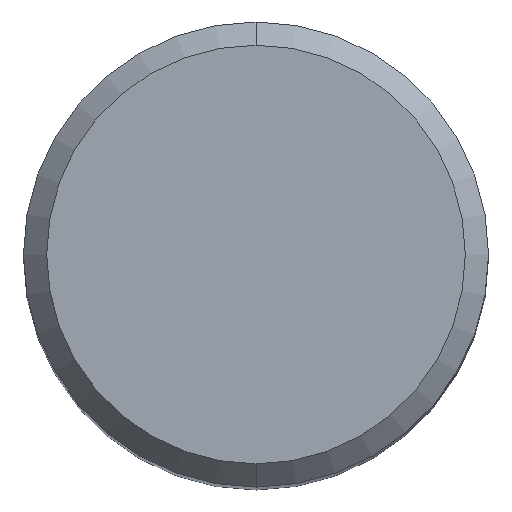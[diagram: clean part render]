
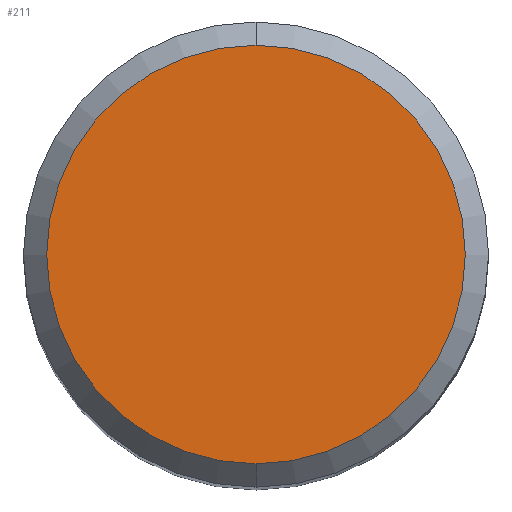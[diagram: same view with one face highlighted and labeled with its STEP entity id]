
A CAD part, top view. The second image highlights one B-rep face of the part: STEP entity #211.
In plain terms, the highlighted planar face has unit normal (0, 0, 1).
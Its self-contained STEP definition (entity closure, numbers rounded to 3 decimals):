
#173=VERTEX_POINT('',#465);
#211=ADVANCED_FACE('',(#506),#507,.T.);
#287=VERTEX_POINT('',#595);
#301=EDGE_CURVE('',#287,#173,#609,.T.);
#407=EDGE_CURVE('',#173,#287,#725,.T.);
#465=CARTESIAN_POINT('',(0.0,5.4,0.));
#506=FACE_OUTER_BOUND('',#856,.T.);
#507=PLANE('',#857);
#595=CARTESIAN_POINT('',(0.,-5.4,0.));
#609=CIRCLE('',#1121,5.4);
#725=CIRCLE('',#1355,5.4);
#856=EDGE_LOOP('',(#1495,#1496));
#857=AXIS2_PLACEMENT_3D('',#1497,#1498,#1499);
#1121=AXIS2_PLACEMENT_3D('',#1632,#1633,#1634);
#1355=AXIS2_PLACEMENT_3D('',#1760,#1761,#1762);
#1495=ORIENTED_EDGE('',*,*,#407,.F.);
#1496=ORIENTED_EDGE('',*,*,#301,.F.);
#1497=CARTESIAN_POINT('',(0.0,2.7,0.));
#1498=DIRECTION('',(-0.0,0.0,1.0));
#1499=DIRECTION('',(0.0,-1.0,0.0));
#1632=CARTESIAN_POINT('',(0.0,0.0,0.));
#1633=DIRECTION('',(0.0,0.0,-1.0));
#1634=DIRECTION('',(0.0,1.0,0.0));
#1760=CARTESIAN_POINT('',(0.0,0.0,0.));
#1761=DIRECTION('',(0.0,0.0,-1.0));
#1762=DIRECTION('',(0.0,1.0,0.0));
